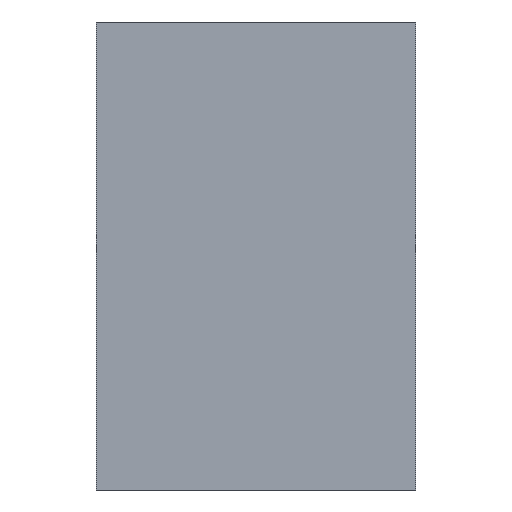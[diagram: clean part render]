
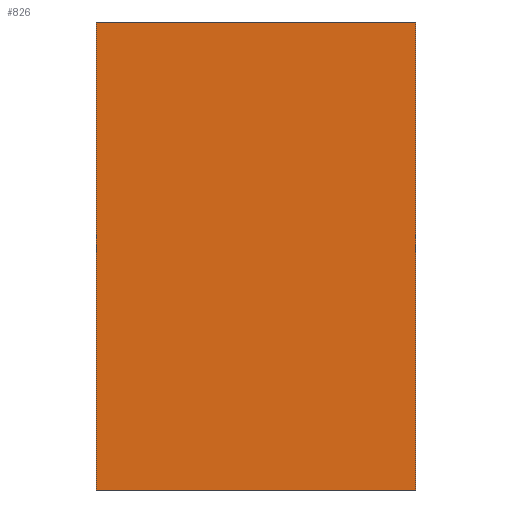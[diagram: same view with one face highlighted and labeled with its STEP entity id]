
A CAD part, front view. The second image highlights one B-rep face of the part: STEP entity #826.
In plain terms, the highlighted planar face has unit normal (0, -1, 0).
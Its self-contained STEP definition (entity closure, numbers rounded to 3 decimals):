
#770=CARTESIAN_POINT('',(69.706,12.526,100.0));
#771=VERTEX_POINT('',#770);
#778=CARTESIAN_POINT('',(69.706,12.526,0.0));
#779=VERTEX_POINT('',#778);
#780=CARTESIAN_POINT('',(69.706,12.526,0.0));
#781=DIRECTION('',(0.0,0.0,1.0));
#782=VECTOR('',#781,100.0);
#783=LINE('',#780,#782);
#784=EDGE_CURVE('',#779,#771,#783,.T.);
#796=CARTESIAN_POINT('',(69.706,12.526,0.0));
#797=DIRECTION('',(0.0,-1.0,0.0));
#798=DIRECTION('',(0.0,0.0,-1.0));
#799=AXIS2_PLACEMENT_3D('',#796,#797,#798);
#800=PLANE('',#799);
#801=CARTESIAN_POINT('',(1.422,12.526,100.0));
#802=VERTEX_POINT('',#801);
#803=CARTESIAN_POINT('',(69.706,12.526,100.0));
#804=DIRECTION('',(-1.0,0.0,0.0));
#805=VECTOR('',#804,68.284);
#806=LINE('',#803,#805);
#807=EDGE_CURVE('',#771,#802,#806,.T.);
#808=ORIENTED_EDGE('',*,*,#807,.T.);
#809=CARTESIAN_POINT('',(1.422,12.526,0.0));
#810=VERTEX_POINT('',#809);
#811=CARTESIAN_POINT('',(1.422,12.526,0.0));
#812=DIRECTION('',(0.0,0.0,1.0));
#813=VECTOR('',#812,100.0);
#814=LINE('',#811,#813);
#815=EDGE_CURVE('',#810,#802,#814,.T.);
#816=ORIENTED_EDGE('',*,*,#815,.F.);
#817=CARTESIAN_POINT('',(1.422,12.526,0.0));
#818=DIRECTION('',(1.0,0.0,0.0));
#819=VECTOR('',#818,68.284);
#820=LINE('',#817,#819);
#821=EDGE_CURVE('',#810,#779,#820,.T.);
#822=ORIENTED_EDGE('',*,*,#821,.T.);
#823=ORIENTED_EDGE('',*,*,#784,.T.);
#824=EDGE_LOOP('',(#808,#816,#822,#823));
#825=FACE_OUTER_BOUND('',#824,.T.);
#826=ADVANCED_FACE('',(#825),#800,.T.);
